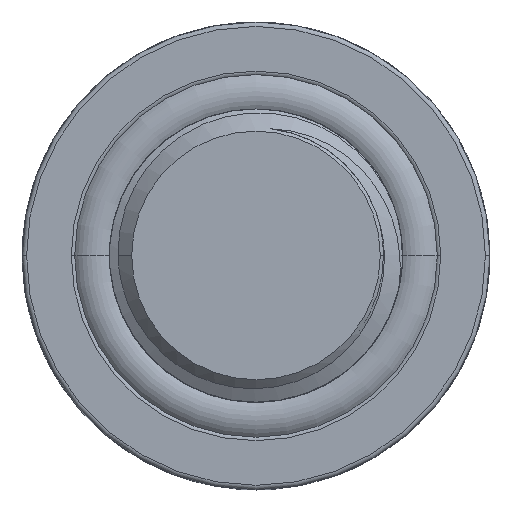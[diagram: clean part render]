
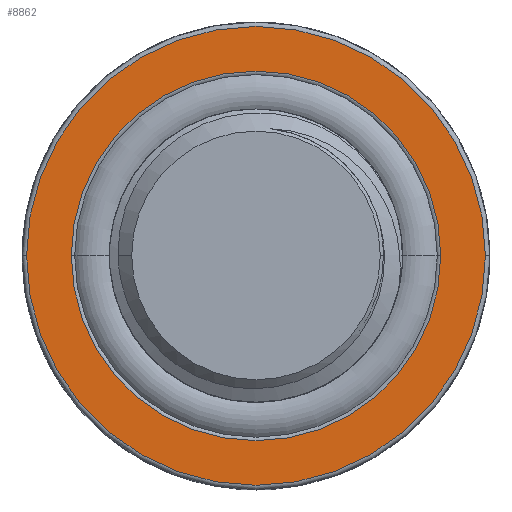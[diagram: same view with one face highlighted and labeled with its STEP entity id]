
A CAD part, top view. The second image highlights one B-rep face of the part: STEP entity #8862.
In plain terms, the highlighted planar face has unit normal (0, 0, 1).
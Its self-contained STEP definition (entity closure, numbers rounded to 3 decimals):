
#291 = DIRECTION ( 'NONE',  ( -1., 0., 0. ) ) ;
#359 = PLANE ( 'NONE',  #6086 ) ;
#667 = DIRECTION ( 'NONE',  ( 0., 1., 0. ) ) ;
#721 = EDGE_CURVE ( 'NONE', #8950, #13039, #20052, .T. ) ;
#933 = CIRCLE ( 'NONE', #14338, 10.3 ) ;
#2020 = AXIS2_PLACEMENT_3D ( 'NONE', #9009, #12387, #7461 ) ;
#2058 = VERTEX_POINT ( 'NONE', #17739 ) ;
#2253 = FACE_BOUND ( 'NONE', #18129, .T. ) ;
#2781 = DIRECTION ( 'NONE',  ( -1., 0., 0. ) ) ;
#3524 = DIRECTION ( 'NONE',  ( 0., 0., -1. ) ) ;
#3929 = FACE_OUTER_BOUND ( 'NONE', #6828, .T. ) ;
#4146 = DIRECTION ( 'NONE',  ( 0., 0., 1. ) ) ;
#4949 = ORIENTED_EDGE ( 'NONE', *, *, #12420, .T. ) ;
#5292 = CARTESIAN_POINT ( 'NONE',  ( -8.293, 0., 78.4 ) ) ;
#6086 = AXIS2_PLACEMENT_3D ( 'NONE', #10206, #3524, #667 ) ;
#6828 = EDGE_LOOP ( 'NONE', ( #17733, #16274 ) ) ;
#7461 = DIRECTION ( 'NONE',  ( -1., 0., 0. ) ) ;
#7759 = EDGE_CURVE ( 'NONE', #18523, #2058, #19454, .T. ) ;
#8862 = ADVANCED_FACE ( 'NONE', ( #2253, #3929 ), #359, .F. ) ;
#8950 = VERTEX_POINT ( 'NONE', #5292 ) ;
#9009 = CARTESIAN_POINT ( 'NONE',  ( 0., 0., 78.4 ) ) ;
#9939 = ORIENTED_EDGE ( 'NONE', *, *, #721, .T. ) ;
#10206 = CARTESIAN_POINT ( 'NONE',  ( 0., 0., 78.4 ) ) ;
#10880 = DIRECTION ( 'NONE',  ( 0., 0., -1. ) ) ;
#10972 = CARTESIAN_POINT ( 'NONE',  ( 8.293, 0., 78.4 ) ) ;
#12114 = AXIS2_PLACEMENT_3D ( 'NONE', #18700, #4146, #2781 ) ;
#12387 = DIRECTION ( 'NONE',  ( 0., 0., -1. ) ) ;
#12420 = EDGE_CURVE ( 'NONE', #13039, #8950, #17523, .T. ) ;
#12637 = DIRECTION ( 'NONE',  ( 0., 0., 1. ) ) ;
#12839 = AXIS2_PLACEMENT_3D ( 'NONE', #14037, #10880, #291 ) ;
#13039 = VERTEX_POINT ( 'NONE', #10972 ) ;
#14037 = CARTESIAN_POINT ( 'NONE',  ( 0., 0., 78.4 ) ) ;
#14338 = AXIS2_PLACEMENT_3D ( 'NONE', #15580, #12637, #20254 ) ;
#14758 = EDGE_CURVE ( 'NONE', #2058, #18523, #933, .T. ) ;
#15580 = CARTESIAN_POINT ( 'NONE',  ( 0., 0., 78.4 ) ) ;
#16274 = ORIENTED_EDGE ( 'NONE', *, *, #14758, .T. ) ;
#17523 = CIRCLE ( 'NONE', #12839, 8.293 ) ;
#17733 = ORIENTED_EDGE ( 'NONE', *, *, #7759, .T. ) ;
#17739 = CARTESIAN_POINT ( 'NONE',  ( 10.3, 0., 78.4 ) ) ;
#18129 = EDGE_LOOP ( 'NONE', ( #9939, #4949 ) ) ;
#18523 = VERTEX_POINT ( 'NONE', #20285 ) ;
#18700 = CARTESIAN_POINT ( 'NONE',  ( 0., 0., 78.4 ) ) ;
#19454 = CIRCLE ( 'NONE', #12114, 10.3 ) ;
#20052 = CIRCLE ( 'NONE', #2020, 8.293 ) ;
#20254 = DIRECTION ( 'NONE',  ( -1., 0., 0. ) ) ;
#20285 = CARTESIAN_POINT ( 'NONE',  ( -10.3, 0., 78.4 ) ) ;
